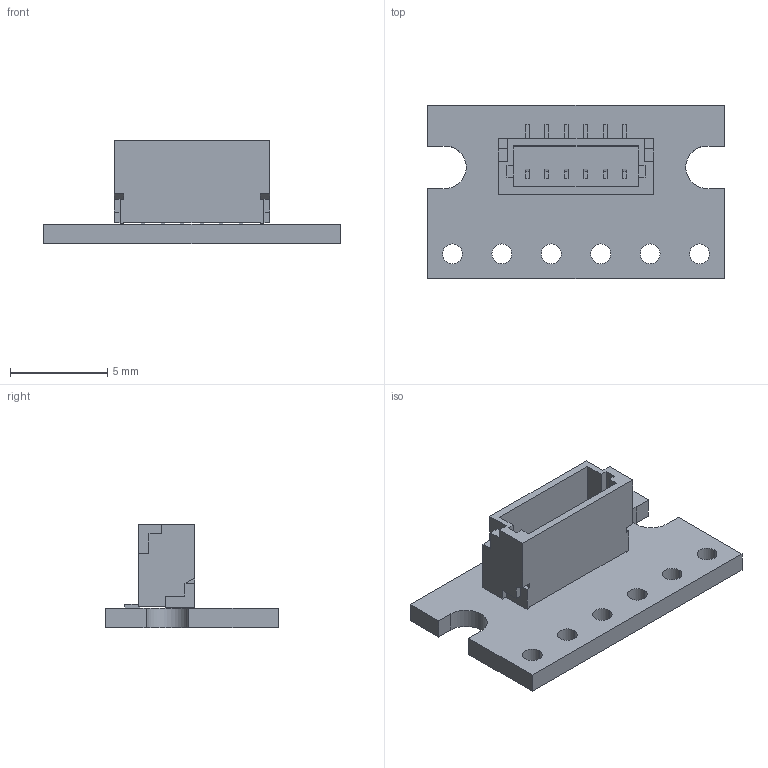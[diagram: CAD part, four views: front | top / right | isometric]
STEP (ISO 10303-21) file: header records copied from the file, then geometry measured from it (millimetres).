
FILE_DESCRIPTION (( 'STEP AP214' ), '1' );
FILE_NAME ('6-pin-jst-sh-top-entry-connector-breakout-pcb.step', '2020-09-11T21:56:42', ( '' ), ( '' ), 'SwSTEP 2.0', 'SolidWorks 2020', '' );
FILE_SCHEMA (( 'AUTOMOTIVE_DESIGN' ));
Length unit declared in the file: inch
Products named in the file (1): 6-pin-jst-sh-top-entry-connector-breakout-pcb
Bounding box: 15.24 x 8.89 x 5.34 mm (x, y, z)
Volume: 181.4 mm3; surface area: 529.1 mm2
Topology: 1 solids, 1 shells, 473 faces, 1291 edges, 860 vertices
Faces by surface type: plane 308, bspline 150, cylinder 15
Entity records: 26380 total; most frequent: CARTESIAN_POINT 9163, ORIENTED_EDGE 2582, DIRECTION 1669, EDGE_CURVE 1291, LINE 961, VECTOR 961, VERTEX_POINT 860, EDGE_LOOP 535
